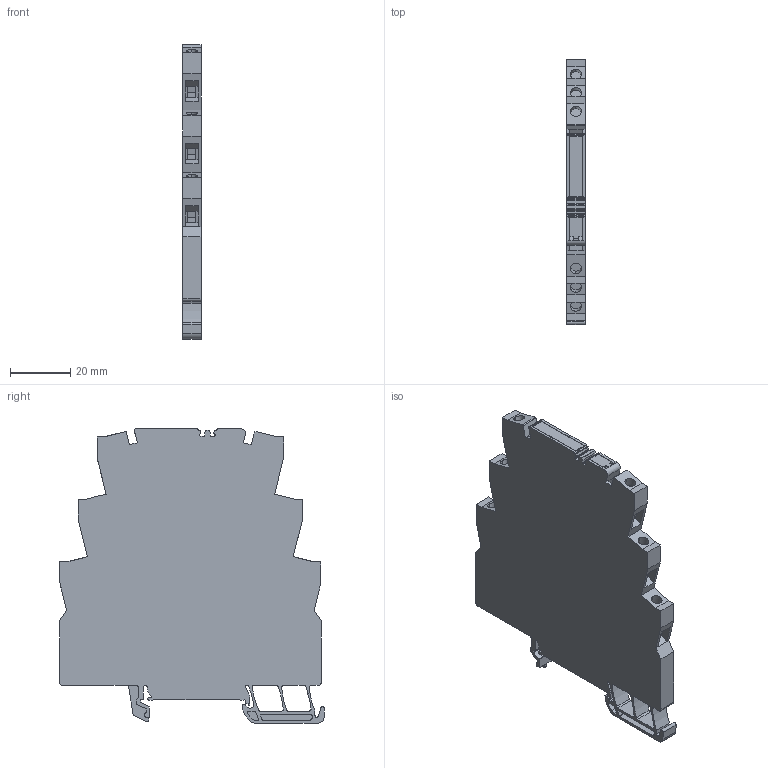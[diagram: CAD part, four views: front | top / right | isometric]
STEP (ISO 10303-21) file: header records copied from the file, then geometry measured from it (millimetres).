
FILE_DESCRIPTION(('CATIA V5 STEP Exchange','CAx-IF Rec.Pracs.--- Model Styling and Organization---1.4--- 2014-01-23'),'2;1');
FILE_NAME ('D1371160_2', '2019-04-18T10:19:10+00:00', ('none'), ('Weidmueller'), 'CATIA Version 5-6 Release 2016 SP3 HF44', 'CATIA V5 STEP AP214', 'none');
FILE_SCHEMA(('AUTOMOTIVE_DESIGN { 1 0 10303 214 1 1 1 1 }'));
Length unit declared in the file: millimetre
Products named in the file (1): S3D_MAS_DC/DC_select
Bounding box: 6.05 x 88.1 x 97.8 mm (x, y, z)
Surface area: 37612.3 mm2
Topology: 14 solids, 14 shells, 864 faces, 2576 edges, 1784 vertices
Faces by surface type: plane 599, cylinder 211, extrusion 54
Entity records: 20664 total; most frequent: ORIENTED_EDGE 5152, CARTESIAN_POINT 3739, DIRECTION 2106, EDGE_CURVE 1414, VECTOR 1143, LINE 1089, VERTEX_POINT 976, EDGE_LOOP 916
